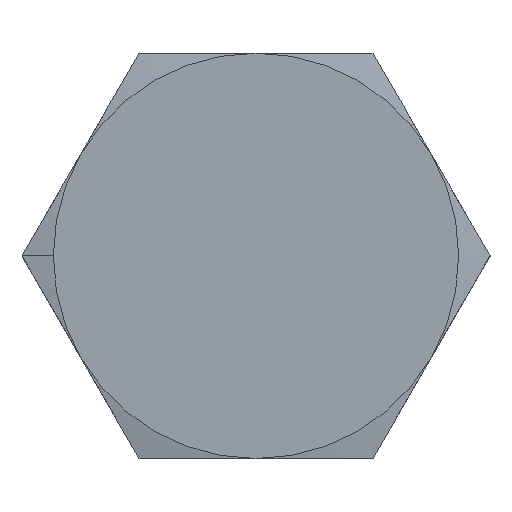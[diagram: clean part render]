
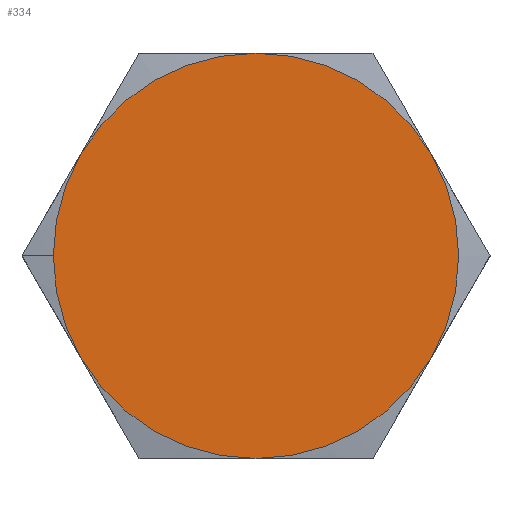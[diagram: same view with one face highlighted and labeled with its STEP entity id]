
A CAD part, top view. The second image highlights one B-rep face of the part: STEP entity #334.
In plain terms, the highlighted planar face has unit normal (0, 0, 1).
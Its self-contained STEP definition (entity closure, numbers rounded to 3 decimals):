
#27 = VERTEX_POINT ( 'NONE', #434 ) ;
#39 = VERTEX_POINT ( 'NONE', #452 ) ;
#80 = DIRECTION ( 'NONE',  ( -1., 0., 0. ) ) ;
#81 = DIRECTION ( 'NONE',  ( 0., 0., -1. ) ) ;
#82 = CARTESIAN_POINT ( 'NONE',  ( 0., 0., 8.5 ) ) ;
#83 = AXIS2_PLACEMENT_3D ( 'NONE', #82, #81, #80 ) ;
#84 = CIRCLE ( 'NONE', #83, 7. ) ;
#108 = DIRECTION ( 'NONE',  ( -1., 0., 0. ) ) ;
#109 = DIRECTION ( 'NONE',  ( 0., 0., -1. ) ) ;
#110 = CARTESIAN_POINT ( 'NONE',  ( 0., 0., 8.5 ) ) ;
#111 = AXIS2_PLACEMENT_3D ( 'NONE', #110, #109, #108 ) ;
#112 = CIRCLE ( 'NONE', #111, 7. ) ;
#142 = DIRECTION ( 'NONE',  ( 1., 0., 0. ) ) ;
#143 = DIRECTION ( 'NONE',  ( 0., 0., 1. ) ) ;
#144 = CARTESIAN_POINT ( 'NONE',  ( 0., 0., 8.5 ) ) ;
#145 = AXIS2_PLACEMENT_3D ( 'NONE', #144, #143, #142 ) ;
#146 = CIRCLE ( 'NONE', #145, 7. ) ;
#150 = DIRECTION ( 'NONE',  ( -1., 0., 0. ) ) ;
#151 = DIRECTION ( 'NONE',  ( 0., 0., -1. ) ) ;
#152 = CARTESIAN_POINT ( 'NONE',  ( 0., 0., 8.5 ) ) ;
#153 = AXIS2_PLACEMENT_3D ( 'NONE', #152, #151, #150 ) ;
#154 = CIRCLE ( 'NONE', #153, 7. ) ;
#163 = EDGE_CURVE ( 'NONE', #39, #27, #646, .T. ) ;
#310 = ORIENTED_EDGE ( 'NONE', *, *, #163, .F. ) ;
#327 = VERTEX_POINT ( 'NONE', #778 ) ;
#331 = EDGE_CURVE ( 'NONE', #467, #366, #773, .T. ) ;
#334 = ADVANCED_FACE ( 'NONE', ( #774 ), #784, .F. ) ;
#335 = EDGE_LOOP ( 'NONE', ( #336, #337, #310, #347, #348, #349, #350 ) ) ;
#336 = ORIENTED_EDGE ( 'NONE', *, *, #331, .F. ) ;
#337 = ORIENTED_EDGE ( 'NONE', *, *, #360, .F. ) ;
#347 = ORIENTED_EDGE ( 'NONE', *, *, #525, .F. ) ;
#348 = ORIENTED_EDGE ( 'NONE', *, *, #538, .F. ) ;
#349 = ORIENTED_EDGE ( 'NONE', *, *, #529, .F. ) ;
#350 = ORIENTED_EDGE ( 'NONE', *, *, #524, .T. ) ;
#360 = EDGE_CURVE ( 'NONE', #27, #467, #836, .T. ) ;
#366 = VERTEX_POINT ( 'NONE', #846 ) ;
#434 = CARTESIAN_POINT ( 'NONE',  ( -7., 0., 8.5 ) ) ;
#452 = CARTESIAN_POINT ( 'NONE',  ( -6.062, -3.5, 8.5 ) ) ;
#467 = VERTEX_POINT ( 'NONE', #716 ) ;
#481 = VERTEX_POINT ( 'NONE', #743 ) ;
#492 = VERTEX_POINT ( 'NONE', #828 ) ;
#524 = EDGE_CURVE ( 'NONE', #492, #366, #146, .T. ) ;
#525 = EDGE_CURVE ( 'NONE', #327, #39, #154, .T. ) ;
#529 = EDGE_CURVE ( 'NONE', #492, #481, #112, .T. ) ;
#538 = EDGE_CURVE ( 'NONE', #481, #327, #84, .T. ) ;
#642 = DIRECTION ( 'NONE',  ( -1., 0., 0. ) ) ;
#643 = DIRECTION ( 'NONE',  ( 0., 0., -1. ) ) ;
#644 = CARTESIAN_POINT ( 'NONE',  ( 0., 0., 8.5 ) ) ;
#645 = AXIS2_PLACEMENT_3D ( 'NONE', #644, #643, #642 ) ;
#646 = CIRCLE ( 'NONE', #645, 7. ) ;
#716 = CARTESIAN_POINT ( 'NONE',  ( -6.062, 3.5, 8.5 ) ) ;
#743 = CARTESIAN_POINT ( 'NONE',  ( 6.062, -3.5, 8.5 ) ) ;
#766 = CARTESIAN_POINT ( 'NONE',  ( 0., 8.083, 8.5 ) ) ;
#767 = AXIS2_PLACEMENT_3D ( 'NONE', #766, #768, #787 ) ;
#768 = DIRECTION ( 'NONE',  ( 0., 0., -1. ) ) ;
#769 = DIRECTION ( 'NONE',  ( -1., 0., 0. ) ) ;
#770 = DIRECTION ( 'NONE',  ( 0., 0., -1. ) ) ;
#771 = CARTESIAN_POINT ( 'NONE',  ( 0., 0., 8.5 ) ) ;
#772 = AXIS2_PLACEMENT_3D ( 'NONE', #771, #770, #769 ) ;
#773 = CIRCLE ( 'NONE', #772, 7. ) ;
#774 = FACE_OUTER_BOUND ( 'NONE', #335, .T. ) ;
#778 = CARTESIAN_POINT ( 'NONE',  ( 0., -7., 8.5 ) ) ;
#784 = PLANE ( 'NONE',  #767 ) ;
#787 = DIRECTION ( 'NONE',  ( -1., 0., 0. ) ) ;
#828 = CARTESIAN_POINT ( 'NONE',  ( 6.062, 3.5, 8.5 ) ) ;
#830 = DIRECTION ( 'NONE',  ( 0., 0., -1. ) ) ;
#835 = CARTESIAN_POINT ( 'NONE',  ( 0., 0., 8.5 ) ) ;
#836 = CIRCLE ( 'NONE', #840, 7. ) ;
#839 = DIRECTION ( 'NONE',  ( -1., 0., 0. ) ) ;
#840 = AXIS2_PLACEMENT_3D ( 'NONE', #835, #830, #839 ) ;
#846 = CARTESIAN_POINT ( 'NONE',  ( 0., 7., 8.5 ) ) ;
